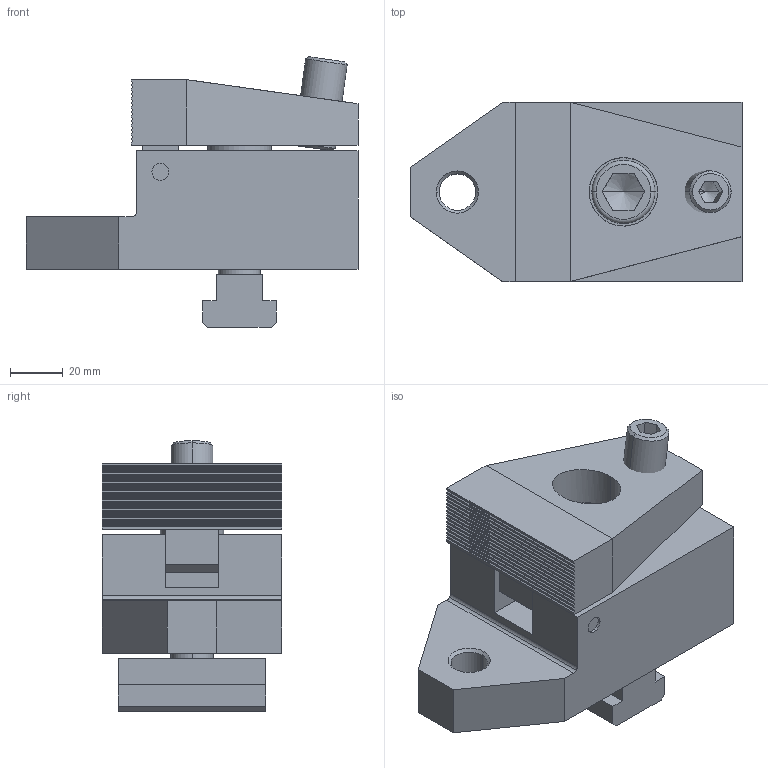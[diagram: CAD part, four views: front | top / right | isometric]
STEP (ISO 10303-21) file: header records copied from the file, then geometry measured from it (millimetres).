
FILE_DESCRIPTION(('STEP AP214'),'1');
FILE_NAME(' ',' ',('TraceParts'),('TraceParts S.A.'),'XStep 1.0',' ',' ');
FILE_SCHEMA(('automotive_design'));
Length unit declared in the file: millimetre
Products named in the file (6): 1; 2; 3; 4; 5; 6
Bounding box: 126 x 68 x 102.7 mm (x, y, z)
Volume: 413702.3 mm3; surface area: 68800.1 mm2
Topology: 6 solids, 6 shells, 168 faces, 438 edges, 283 vertices
Faces by surface type: plane 104, cylinder 42, cone 20, torus 2
Entity records: 5203 total; most frequent: CARTESIAN_POINT 915, DIRECTION 877, ORIENTED_EDGE 868, EDGE_CURVE 434, LINE 315, VECTOR 315, VERTEX_POINT 283, AXIS2_PLACEMENT_3D 281
